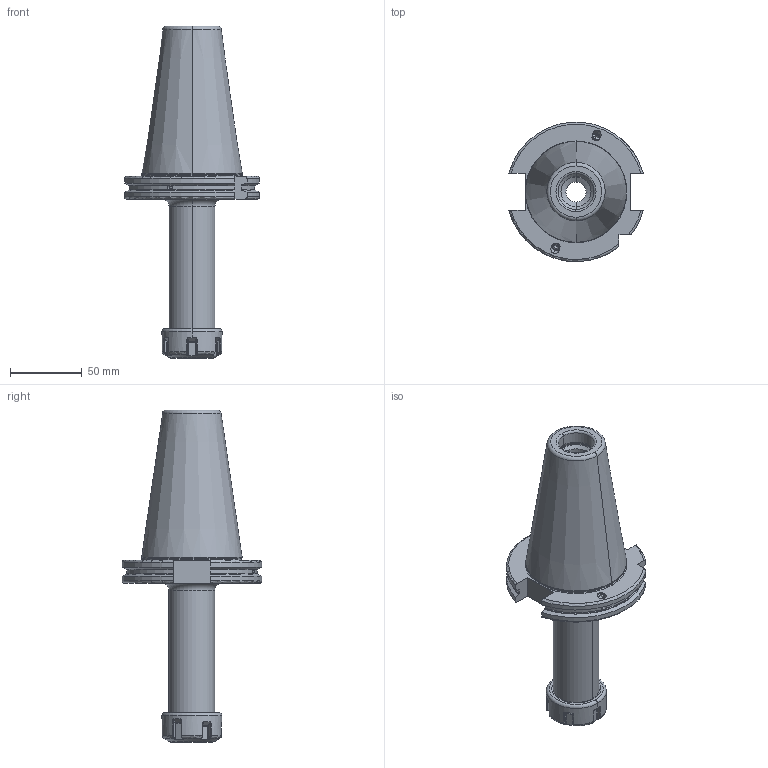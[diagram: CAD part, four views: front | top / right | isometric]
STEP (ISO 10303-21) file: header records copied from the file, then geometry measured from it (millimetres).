
FILE_DESCRIPTION((''),'2;1');
FILE_NAME('503_02_16_130','2021-03-30T',('103090'),(''),'CREO PARAMETRIC BY PTC INC, 2016260','CREO PARAMETRIC BY PTC INC, 2016260','');
FILE_SCHEMA(('CONFIG_CONTROL_DESIGN'));
Length unit declared in the file: millimetre
Products named in the file (1): 503_02_16_130
Bounding box: 94.05 x 97.31 x 231.75 mm (x, y, z)
Volume: 381808.8 mm3; surface area: 64364.1 mm2
Topology: 1 solids, 1 shells, 342 faces, 843 edges, 506 vertices
Faces by surface type: cylinder 89, plane 83, bspline 60, torus 52, cone 46, sphere 12
Entity records: 13146 total; most frequent: CARTESIAN_POINT 5552, ORIENTED_EDGE 1674, DIRECTION 1428, EDGE_CURVE 837, AXIS2_PLACEMENT_3D 556, VERTEX_POINT 506, EDGE_LOOP 357, FACE_OUTER_BOUND 342
